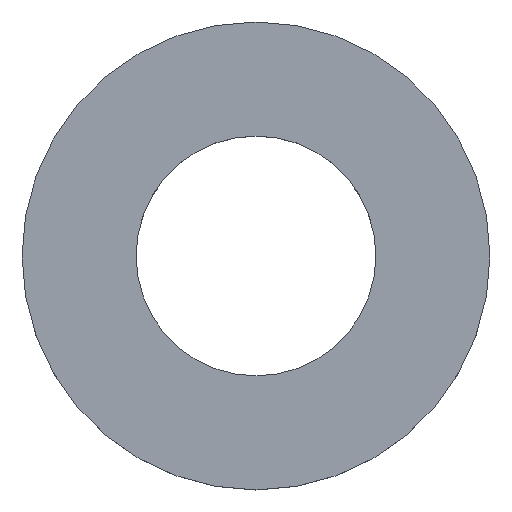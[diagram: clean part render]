
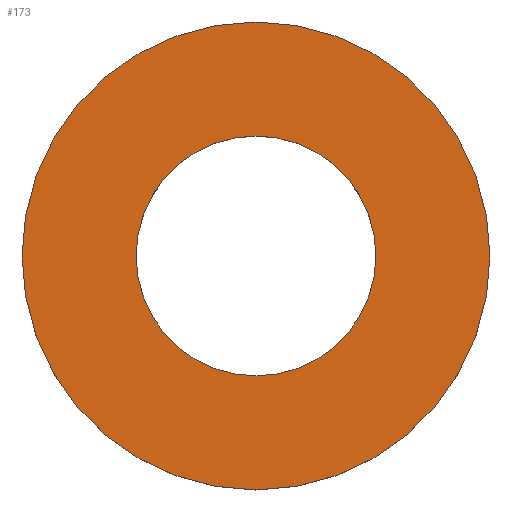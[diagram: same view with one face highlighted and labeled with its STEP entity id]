
A CAD part, top view. The second image highlights one B-rep face of the part: STEP entity #173.
In plain terms, the highlighted planar face has unit normal (0, 0, 1).
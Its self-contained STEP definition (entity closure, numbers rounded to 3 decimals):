
#4 = FACE_BOUND ( 'NONE', #170, .T. ) ;
#8 = VERTEX_POINT ( 'NONE', #44 ) ;
#19 = ORIENTED_EDGE ( 'NONE', *, *, #183, .T. ) ;
#25 = EDGE_LOOP ( 'NONE', ( #37, #19 ) ) ;
#29 = CIRCLE ( 'NONE', #145, 14.1 ) ;
#31 = EDGE_CURVE ( 'NONE', #72, #8, #112, .T. ) ;
#33 = DIRECTION ( 'NONE',  ( 1., 0., 0. ) ) ;
#35 = CARTESIAN_POINT ( 'NONE',  ( 0., 0., 0. ) ) ;
#36 = DIRECTION ( 'NONE',  ( 1., 0., 0. ) ) ;
#37 = ORIENTED_EDGE ( 'NONE', *, *, #31, .T. ) ;
#44 = CARTESIAN_POINT ( 'NONE',  ( -27.5, 0., 0. ) ) ;
#49 = FACE_OUTER_BOUND ( 'NONE', #25, .T. ) ;
#53 = DIRECTION ( 'NONE',  ( 0., 0., 1. ) ) ;
#54 = DIRECTION ( 'NONE',  ( 1., 0., 0. ) ) ;
#55 = PLANE ( 'NONE',  #205 ) ;
#59 = DIRECTION ( 'NONE',  ( 1., 0., 0. ) ) ;
#64 = AXIS2_PLACEMENT_3D ( 'NONE', #113, #187, #36 ) ;
#71 = DIRECTION ( 'NONE',  ( 0., 0., 1. ) ) ;
#72 = VERTEX_POINT ( 'NONE', #74 ) ;
#74 = CARTESIAN_POINT ( 'NONE',  ( 27.5, 0., 0. ) ) ;
#75 = EDGE_CURVE ( 'NONE', #163, #177, #182, .T. ) ;
#96 = CARTESIAN_POINT ( 'NONE',  ( -14.1, 0., 0. ) ) ;
#112 = CIRCLE ( 'NONE', #64, 27.5 ) ;
#113 = CARTESIAN_POINT ( 'NONE',  ( 0., 0., 0. ) ) ;
#116 = CARTESIAN_POINT ( 'NONE',  ( 0., 0., 0. ) ) ;
#141 = CARTESIAN_POINT ( 'NONE',  ( 0., 0., 0. ) ) ;
#145 = AXIS2_PLACEMENT_3D ( 'NONE', #141, #217, #59 ) ;
#153 = ORIENTED_EDGE ( 'NONE', *, *, #75, .F. ) ;
#163 = VERTEX_POINT ( 'NONE', #169 ) ;
#167 = AXIS2_PLACEMENT_3D ( 'NONE', #213, #53, #33 ) ;
#168 = DIRECTION ( 'NONE',  ( 1., 0., 0. ) ) ;
#169 = CARTESIAN_POINT ( 'NONE',  ( 14.1, 0., 0. ) ) ;
#170 = EDGE_LOOP ( 'NONE', ( #153, #237 ) ) ;
#173 = ADVANCED_FACE ( 'NONE', ( #4, #49 ), #55, .T. ) ;
#177 = VERTEX_POINT ( 'NONE', #96 ) ;
#182 = CIRCLE ( 'NONE', #200, 14.1 ) ;
#183 = EDGE_CURVE ( 'NONE', #8, #72, #207, .T. ) ;
#187 = DIRECTION ( 'NONE',  ( 0., 0., 1. ) ) ;
#199 = EDGE_CURVE ( 'NONE', #177, #163, #29, .T. ) ;
#200 = AXIS2_PLACEMENT_3D ( 'NONE', #116, #71, #168 ) ;
#205 = AXIS2_PLACEMENT_3D ( 'NONE', #35, #247, #54 ) ;
#207 = CIRCLE ( 'NONE', #167, 27.5 ) ;
#213 = CARTESIAN_POINT ( 'NONE',  ( 0., 0., 0. ) ) ;
#217 = DIRECTION ( 'NONE',  ( 0., 0., 1. ) ) ;
#237 = ORIENTED_EDGE ( 'NONE', *, *, #199, .F. ) ;
#247 = DIRECTION ( 'NONE',  ( 0., 0., 1. ) ) ;
